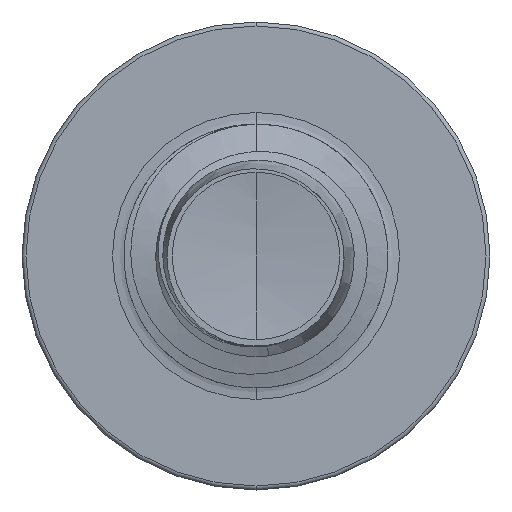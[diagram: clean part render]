
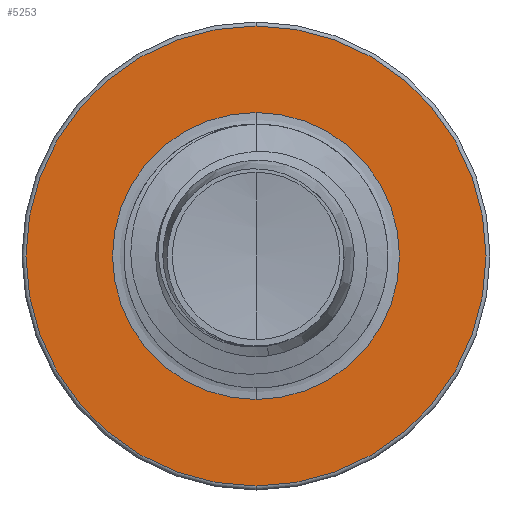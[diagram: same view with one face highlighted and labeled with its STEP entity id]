
A CAD part, front view. The second image highlights one B-rep face of the part: STEP entity #5253.
In plain terms, the highlighted planar face has unit normal (0, -1, 0).
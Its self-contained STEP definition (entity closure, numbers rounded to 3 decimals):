
#2102 = ORIENTED_EDGE ( 'NONE', *, *, #7178, .F. ) ;
#2529 = ORIENTED_EDGE ( 'NONE', *, *, #10720, .F. ) ;
#3795 = EDGE_CURVE ( 'NONE', #10340, #4747, #10798, .T. ) ;
#3865 = DIRECTION ( 'NONE',  ( 0., 1., 0. ) ) ;
#4212 = ORIENTED_EDGE ( 'NONE', *, *, #5970, .T. ) ;
#4747 = VERTEX_POINT ( 'NONE', #4940 ) ;
#4940 = CARTESIAN_POINT ( 'NONE',  ( 0., 2.25, 1.196 ) ) ;
#5253 = ADVANCED_FACE ( 'NONE', ( #6626, #9370 ), #7573, .F. ) ;
#5290 = DIRECTION ( 'NONE',  ( 0., 0., 1. ) ) ;
#5303 = DIRECTION ( 'NONE',  ( 0., 1., 0. ) ) ;
#5305 = CARTESIAN_POINT ( 'NONE',  ( 0., 2.25, 0. ) ) ;
#5769 = CARTESIAN_POINT ( 'NONE',  ( 0., 2.25, -1.917 ) ) ;
#5970 = EDGE_CURVE ( 'NONE', #4747, #10340, #6789, .T. ) ;
#6044 = CIRCLE ( 'NONE', #10248, 1.917 ) ;
#6252 = DIRECTION ( 'NONE',  ( 0., 0., 1. ) ) ;
#6265 = DIRECTION ( 'NONE',  ( 0., 1., 0. ) ) ;
#6275 = CARTESIAN_POINT ( 'NONE',  ( 0., 2.25, 0. ) ) ;
#6354 = CARTESIAN_POINT ( 'NONE',  ( 0., 2.25, 1.917 ) ) ;
#6626 = FACE_OUTER_BOUND ( 'NONE', #11455, .T. ) ;
#6789 = CIRCLE ( 'NONE', #7482, 1.196 ) ;
#6902 = DIRECTION ( 'NONE',  ( 0., 0., 1. ) ) ;
#6918 = DIRECTION ( 'NONE',  ( 0., 1., 0. ) ) ;
#6929 = VERTEX_POINT ( 'NONE', #6354 ) ;
#6944 = AXIS2_PLACEMENT_3D ( 'NONE', #5305, #5303, #5290 ) ;
#7178 = EDGE_CURVE ( 'NONE', #9109, #6929, #12574, .T. ) ;
#7234 = AXIS2_PLACEMENT_3D ( 'NONE', #6275, #6265, #6252 ) ;
#7343 = CARTESIAN_POINT ( 'NONE',  ( 0., 2.25, -1.196 ) ) ;
#7482 = AXIS2_PLACEMENT_3D ( 'NONE', #8500, #8228, #8483 ) ;
#7573 = PLANE ( 'NONE',  #11563 ) ;
#7774 = CARTESIAN_POINT ( 'NONE',  ( 0., 2.25, -1.196 ) ) ;
#8228 = DIRECTION ( 'NONE',  ( 0., 1., 0. ) ) ;
#8483 = DIRECTION ( 'NONE',  ( 0., 0., 1. ) ) ;
#8500 = CARTESIAN_POINT ( 'NONE',  ( 0., 2.25, 0. ) ) ;
#9109 = VERTEX_POINT ( 'NONE', #5769 ) ;
#9370 = FACE_BOUND ( 'NONE', #9616, .T. ) ;
#9616 = EDGE_LOOP ( 'NONE', ( #4212, #10669 ) ) ;
#10112 = CARTESIAN_POINT ( 'NONE',  ( 0., 2.25, 0. ) ) ;
#10248 = AXIS2_PLACEMENT_3D ( 'NONE', #10112, #3865, #10891 ) ;
#10340 = VERTEX_POINT ( 'NONE', #7343 ) ;
#10669 = ORIENTED_EDGE ( 'NONE', *, *, #3795, .T. ) ;
#10720 = EDGE_CURVE ( 'NONE', #6929, #9109, #6044, .T. ) ;
#10798 = CIRCLE ( 'NONE', #7234, 1.196 ) ;
#10891 = DIRECTION ( 'NONE',  ( 0., 0., 1. ) ) ;
#11455 = EDGE_LOOP ( 'NONE', ( #2529, #2102 ) ) ;
#11563 = AXIS2_PLACEMENT_3D ( 'NONE', #7774, #6918, #6902 ) ;
#12574 = CIRCLE ( 'NONE', #6944, 1.917 ) ;
